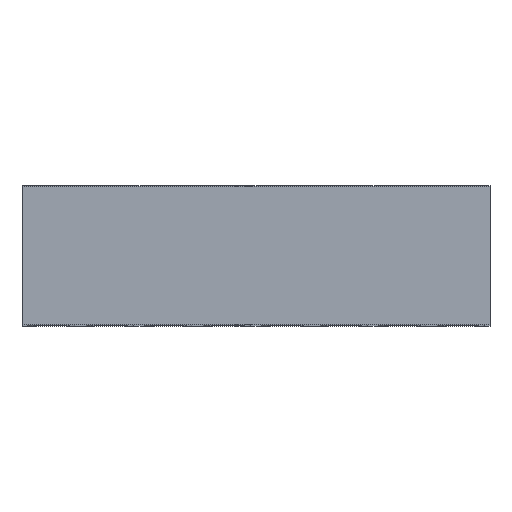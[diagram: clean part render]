
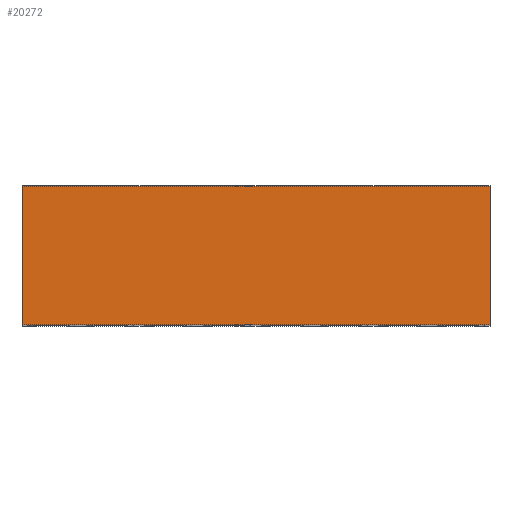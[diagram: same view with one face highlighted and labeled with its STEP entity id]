
A CAD part, top view. The second image highlights one B-rep face of the part: STEP entity #20272.
In plain terms, the highlighted face is planar.
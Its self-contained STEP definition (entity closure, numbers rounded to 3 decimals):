
#19822=DIRECTION('',(1.,0.,0.));
#19823=VECTOR('',#19822,29.6);
#19824=CARTESIAN_POINT('',(-14.8,1.5,50.));
#19825=LINE('',#19824,#19823);
#19836=DIRECTION('',(1.,0.,0.));
#19837=VECTOR('',#19836,29.6);
#19838=CARTESIAN_POINT('',(-14.8,1.5,-50.));
#19839=LINE('',#19838,#19837);
#19843=DIRECTION('',(0.,0.,1.));
#19844=VECTOR('',#19843,100.);
#19845=CARTESIAN_POINT('',(14.8,1.5,-50.));
#19846=LINE('',#19845,#19844);
#19857=DIRECTION('',(0.,0.,1.));
#19858=VECTOR('',#19857,100.);
#19859=CARTESIAN_POINT('',(-14.8,1.5,-50.));
#19860=LINE('',#19859,#19858);
#20109=CARTESIAN_POINT('',(14.8,1.5,-50.));
#20110=CARTESIAN_POINT('',(14.8,1.5,50.));
#20111=VERTEX_POINT('',#20109);
#20112=VERTEX_POINT('',#20110);
#20113=CARTESIAN_POINT('',(-14.8,1.5,-50.));
#20114=CARTESIAN_POINT('',(-14.8,1.5,50.));
#20115=VERTEX_POINT('',#20113);
#20116=VERTEX_POINT('',#20114);
#20260=CARTESIAN_POINT('',(-13.3,1.5,-50.));
#20261=DIRECTION('',(0.,1.,0.));
#20262=DIRECTION('',(-1.,0.,0.));
#20263=AXIS2_PLACEMENT_3D('',#20260,#20261,#20262);
#20264=PLANE('',#20263);
#20265=ORIENTED_EDGE('',*,*,#20242,.F.);
#20267=ORIENTED_EDGE('',*,*,#20266,.F.);
#20268=ORIENTED_EDGE('',*,*,#20146,.T.);
#20269=ORIENTED_EDGE('',*,*,#20255,.T.);
#20270=EDGE_LOOP('',(#20265,#20267,#20268,#20269));
#20271=FACE_OUTER_BOUND('',#20270,.F.);
#20146=EDGE_CURVE('',#20115,#20111,#19839,.T.);
#20242=EDGE_CURVE('',#20116,#20112,#19825,.T.);
#20255=EDGE_CURVE('',#20111,#20112,#19846,.T.);
#20266=EDGE_CURVE('',#20115,#20116,#19860,.T.);
#20272=ADVANCED_FACE('',(#20271),#20264,.T.);
